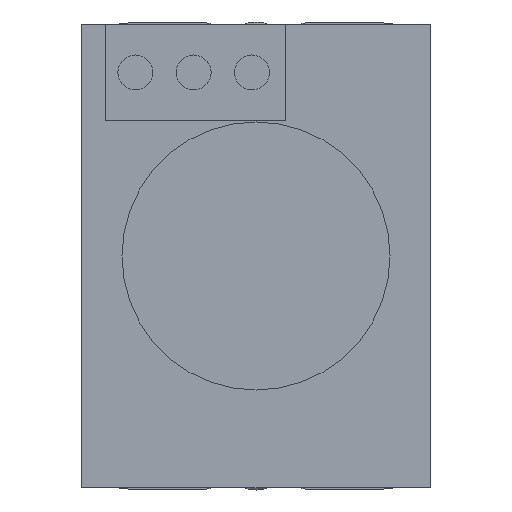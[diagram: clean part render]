
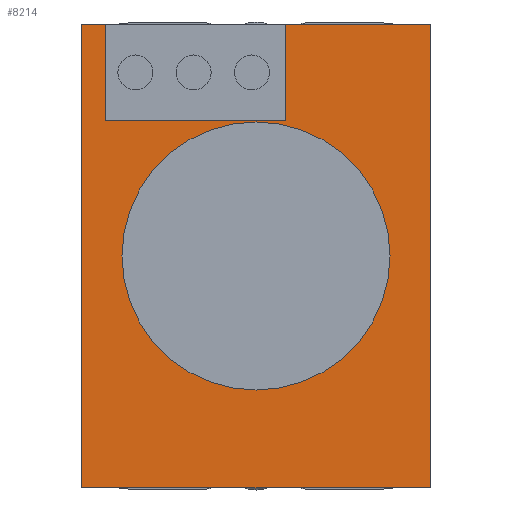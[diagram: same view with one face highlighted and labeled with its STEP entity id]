
A CAD part, front view. The second image highlights one B-rep face of the part: STEP entity #8214.
In plain terms, the highlighted face is planar.
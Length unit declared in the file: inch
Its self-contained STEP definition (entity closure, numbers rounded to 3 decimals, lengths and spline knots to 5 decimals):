
#94 = EDGE_CURVE ( 'NONE', #3949, #6981, #7857, .T. ) ;
#184 = VECTOR ( 'NONE', #2228, 39.37008 ) ;
#1063 = EDGE_LOOP ( 'NONE', ( #3643, #11067, #10771, #10347 ) ) ;
#1093 = VECTOR ( 'NONE', #7484, 39.37008 ) ;
#1482 = DIRECTION ( 'NONE',  ( 0., -1., 0. ) ) ;
#1525 = PLANE ( 'NONE',  #8905 ) ;
#2228 = DIRECTION ( 'NONE',  ( -1., 0., 0. ) ) ;
#2411 = CARTESIAN_POINT ( 'NONE',  ( 0., 0., -1.13976 ) ) ;
#2440 = DIRECTION ( 'NONE',  ( 0., 0., -1. ) ) ;
#3542 = LINE ( 'NONE', #10225, #1093 ) ;
#3591 = CARTESIAN_POINT ( 'NONE',  ( 0.58858, 0.78346, -1.13976 ) ) ;
#3643 = ORIENTED_EDGE ( 'NONE', *, *, #8175, .T. ) ;
#3762 = EDGE_CURVE ( 'NONE', #6981, #9278, #3542, .T. ) ;
#3793 = CARTESIAN_POINT ( 'NONE',  ( -0.58858, 0.78346, -1.13976 ) ) ;
#3875 = CARTESIAN_POINT ( 'NONE',  ( -0.58858, -0.78346, -1.13976 ) ) ;
#3949 = VERTEX_POINT ( 'NONE', #10500 ) ;
#5115 = EDGE_CURVE ( 'NONE', #9278, #10336, #7991, .T. ) ;
#5153 = VECTOR ( 'NONE', #1482, 39.37008 ) ;
#6843 = CARTESIAN_POINT ( 'NONE',  ( -0.58858, -0.78346, -1.13976 ) ) ;
#6981 = VERTEX_POINT ( 'NONE', #3875 ) ;
#7033 = CARTESIAN_POINT ( 'NONE',  ( 0.58858, -0.78346, -1.13976 ) ) ;
#7406 = VECTOR ( 'NONE', #9772, 39.37008 ) ;
#7484 = DIRECTION ( 'NONE',  ( 0., 1., 0. ) ) ;
#7618 = LINE ( 'NONE', #7033, #5153 ) ;
#7857 = LINE ( 'NONE', #6843, #184 ) ;
#7991 = LINE ( 'NONE', #10673, #7406 ) ;
#8175 = EDGE_CURVE ( 'NONE', #10336, #3949, #7618, .T. ) ;
#8214 = ADVANCED_FACE ( 'NONE', ( #9779 ), #1525, .T. ) ;
#8905 = AXIS2_PLACEMENT_3D ( 'NONE', #2411, #2440, #8916 ) ;
#8916 = DIRECTION ( 'NONE',  ( -1., 0., 0. ) ) ;
#9278 = VERTEX_POINT ( 'NONE', #3793 ) ;
#9772 = DIRECTION ( 'NONE',  ( 1., 0., 0. ) ) ;
#9779 = FACE_OUTER_BOUND ( 'NONE', #1063, .T. ) ;
#10225 = CARTESIAN_POINT ( 'NONE',  ( -0.58858, -0.78346, -1.13976 ) ) ;
#10336 = VERTEX_POINT ( 'NONE', #3591 ) ;
#10347 = ORIENTED_EDGE ( 'NONE', *, *, #5115, .T. ) ;
#10500 = CARTESIAN_POINT ( 'NONE',  ( 0.58858, -0.78346, -1.13976 ) ) ;
#10673 = CARTESIAN_POINT ( 'NONE',  ( -0.58858, 0.78346, -1.13976 ) ) ;
#10771 = ORIENTED_EDGE ( 'NONE', *, *, #3762, .T. ) ;
#11067 = ORIENTED_EDGE ( 'NONE', *, *, #94, .T. ) ;
